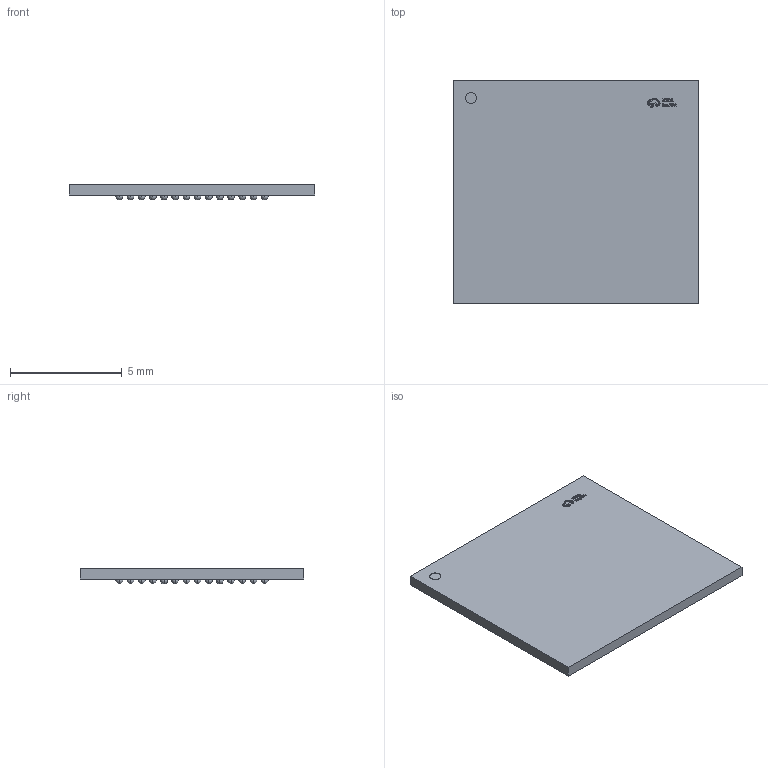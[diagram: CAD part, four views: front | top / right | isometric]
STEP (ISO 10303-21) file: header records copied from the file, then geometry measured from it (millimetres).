
FILE_DESCRIPTION (( 'STEP AP214' ), '1' );
FILE_NAME ('FBGA-153_L11.0-W10.0-H0.7-P0.50_KLM4G1FETE-B041.step', '2022-06-22T14:37:44', ( '' ), ( '' ), 'SwSTEP 2.0', 'SolidWorks 2020', '' );
FILE_SCHEMA (( 'AUTOMOTIVE_DESIGN' ));
Length unit declared in the file: millimetre
Products named in the file (1): FBGA-153_L11.0-W10.0-H0.7-P0.50_KLM4G1FETE-B041
Bounding box: 11 x 10 x 0.71 mm (x, y, z)
Volume: 54.6 mm3; surface area: 263.6 mm2
Topology: 1 solids, 1 shells, 598 faces, 2166 edges, 1444 vertices
Faces by surface type: sphere 306, plane 178, bspline 112, cylinder 2
Entity records: 24842 total; most frequent: CARTESIAN_POINT 5089, ORIENTED_EDGE 2802, DIRECTION 2763, EDGE_CURVE 1401, AXIS2_PLACEMENT_3D 1103, VERTEX_POINT 985, EDGE_LOOP 778, CIRCLE 616
